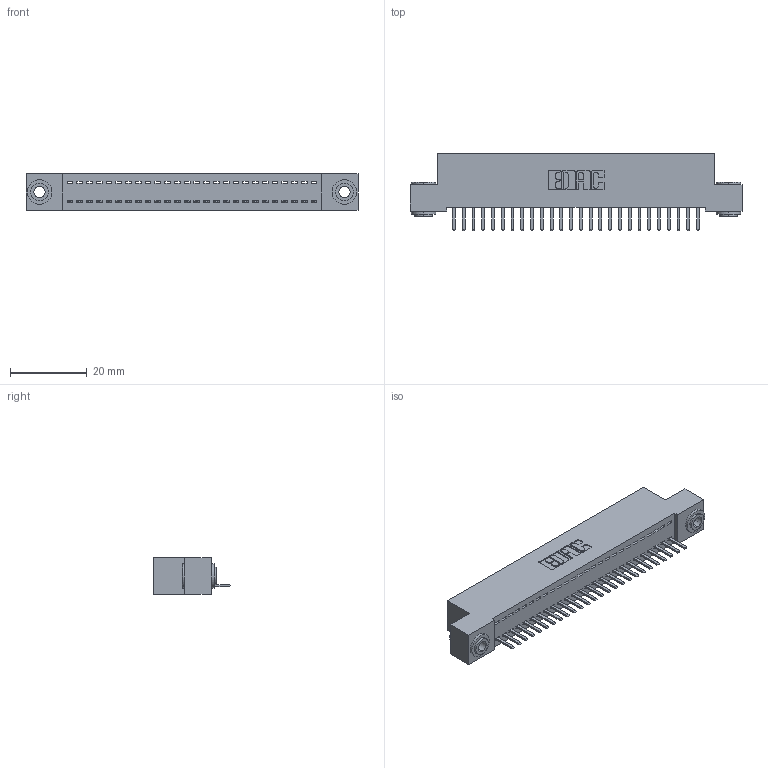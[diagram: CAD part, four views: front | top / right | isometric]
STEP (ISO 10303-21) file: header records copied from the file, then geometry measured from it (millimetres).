
FILE_DESCRIPTION (( 'STEP AP203' ), '1' );
FILE_NAME ('342-026-520-103.STEP', '2018-08-11T03:58:41', ( '' ), ( '' ), 'SwSTEP 2.0', 'SolidWorks 2016', '' );
FILE_SCHEMA (( 'CONFIG_CONTROL_DESIGN' ));
Length unit declared in the file: inch
Products named in the file (4): 342 Part_.156 TH; 345-292-001_345-293-120; 342-250-002_345-250-002-102; 342-026-520-103
Assembly tree (29 placements, depth 2):
  342-026-520-103
    342 Part_.156 TH
    345-292-001_345-293-120  x26
    342-250-002_345-250-002-102  x2
Bounding box: 86.36 x 20.02 x 9.4 mm (x, y, z)
Volume: 7461.1 mm3; surface area: 10644.6 mm2
Topology: 29 solids, 29 shells, 1760 faces, 5159 edges, 3366 vertices
Faces by surface type: plane 1220, cylinder 532, cone 8
Entity records: 18596 total; most frequent: CARTESIAN_POINT 3199, ORIENTED_EDGE 3142, DIRECTION 2753, EDGE_CURVE 1571, VECTOR 1415, LINE 1415, VERTEX_POINT 1042, AXIS2_PLACEMENT_3D 669
